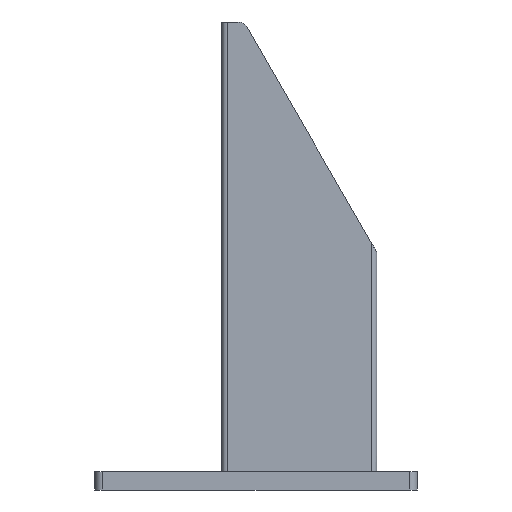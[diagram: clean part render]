
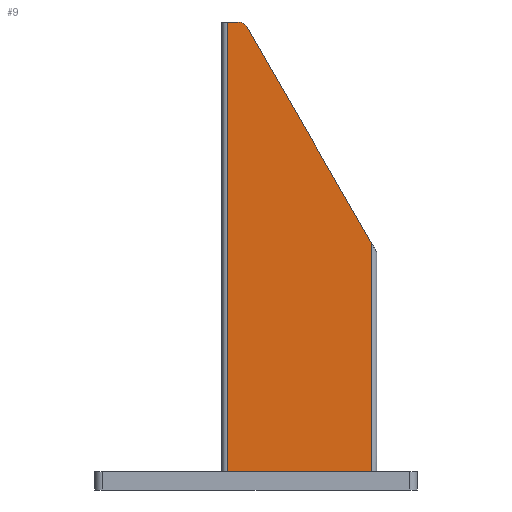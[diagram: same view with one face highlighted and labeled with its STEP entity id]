
A CAD part, left-side view. The second image highlights one B-rep face of the part: STEP entity #9.
In plain terms, the highlighted planar face has unit normal (-1, 0, 0).
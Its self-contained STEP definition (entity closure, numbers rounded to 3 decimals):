
#9 = ADVANCED_FACE ( 'NONE', ( #1583 ), #1403, .F. ) ;
#27 = EDGE_CURVE ( 'NONE', #1700, #928, #1689, .T. ) ;
#30 = EDGE_CURVE ( 'NONE', #1700, #734, #56, .T. ) ;
#56 = LINE ( 'NONE', #875, #978 ) ;
#60 = EDGE_CURVE ( 'NONE', #410, #1116, #814, .T. ) ;
#150 = CARTESIAN_POINT ( 'NONE',  ( -17., 7.5, 122. ) ) ;
#201 = CARTESIAN_POINT ( 'NONE',  ( -17., 7.5, 122. ) ) ;
#210 = CARTESIAN_POINT ( 'NONE',  ( -17., -30., 4.75 ) ) ;
#226 = CARTESIAN_POINT ( 'NONE',  ( -17., -30., 64.598 ) ) ;
#320 = CARTESIAN_POINT ( 'NONE',  ( -17., -30., 122. ) ) ;
#330 = CARTESIAN_POINT ( 'NONE',  ( -17., 7.5, 122. ) ) ;
#338 = EDGE_CURVE ( 'NONE', #410, #1274, #890, .T. ) ;
#386 = VECTOR ( 'NONE', #1434, 1000. ) ;
#395 = DIRECTION ( 'NONE',  ( 0., -1., 0. ) ) ;
#410 = VERTEX_POINT ( 'NONE', #201 ) ;
#587 = VECTOR ( 'NONE', #1365, 1000. ) ;
#612 = ORIENTED_EDGE ( 'NONE', *, *, #644, .T. ) ;
#644 = EDGE_CURVE ( 'NONE', #734, #1116, #1682, .T. ) ;
#727 = ORIENTED_EDGE ( 'NONE', *, *, #60, .F. ) ;
#734 = VERTEX_POINT ( 'NONE', #893 ) ;
#772 = VECTOR ( 'NONE', #395, 1000. ) ;
#798 = ORIENTED_EDGE ( 'NONE', *, *, #1483, .T. ) ;
#813 = ORIENTED_EDGE ( 'NONE', *, *, #27, .F. ) ;
#814 = LINE ( 'NONE', #150, #587 ) ;
#866 = DIRECTION ( 'NONE',  ( 0., 0., -1. ) ) ;
#875 = CARTESIAN_POINT ( 'NONE',  ( -17., 3.141, 122. ) ) ;
#886 = CARTESIAN_POINT ( 'NONE',  ( -17., 7.5, 122. ) ) ;
#890 = LINE ( 'NONE', #330, #386 ) ;
#893 = CARTESIAN_POINT ( 'NONE',  ( -17., 2.275, 120.5 ) ) ;
#895 = DIRECTION ( 'NONE',  ( 1., 0., 0. ) ) ;
#928 = VERTEX_POINT ( 'NONE', #210 ) ;
#978 = VECTOR ( 'NONE', #1421, 1000. ) ;
#1002 = CARTESIAN_POINT ( 'NONE',  ( -17., 4.873, 122. ) ) ;
#1116 = VERTEX_POINT ( 'NONE', #1002 ) ;
#1213 = LINE ( 'NONE', #1764, #772 ) ;
#1214 = EDGE_LOOP ( 'NONE', ( #1227, #612, #727, #1552, #798, #813 ) ) ;
#1221 = DIRECTION ( 'NONE',  ( 0., 1., 0. ) ) ;
#1227 = ORIENTED_EDGE ( 'NONE', *, *, #30, .T. ) ;
#1274 = VERTEX_POINT ( 'NONE', #1293 ) ;
#1293 = CARTESIAN_POINT ( 'NONE',  ( -17., 7.5, 4.75 ) ) ;
#1344 = DIRECTION ( 'NONE',  ( -1., 0., 0. ) ) ;
#1365 = DIRECTION ( 'NONE',  ( 0., -1., 0. ) ) ;
#1403 = PLANE ( 'NONE',  #1525 ) ;
#1421 = DIRECTION ( 'NONE',  ( 0., 0.5, 0.866 ) ) ;
#1434 = DIRECTION ( 'NONE',  ( 0., 0., -1. ) ) ;
#1439 = DIRECTION ( 'NONE',  ( 0., 1., 0. ) ) ;
#1479 = AXIS2_PLACEMENT_3D ( 'NONE', #1542, #1344, #1221 ) ;
#1483 = EDGE_CURVE ( 'NONE', #1274, #928, #1213, .T. ) ;
#1525 = AXIS2_PLACEMENT_3D ( 'NONE', #886, #895, #1439 ) ;
#1542 = CARTESIAN_POINT ( 'NONE',  ( -17., 4.873, 119. ) ) ;
#1552 = ORIENTED_EDGE ( 'NONE', *, *, #338, .T. ) ;
#1583 = FACE_OUTER_BOUND ( 'NONE', #1214, .T. ) ;
#1682 = CIRCLE ( 'NONE', #1479, 3. ) ;
#1689 = LINE ( 'NONE', #320, #1757 ) ;
#1700 = VERTEX_POINT ( 'NONE', #226 ) ;
#1757 = VECTOR ( 'NONE', #866, 1000. ) ;
#1764 = CARTESIAN_POINT ( 'NONE',  ( -17., 7.5, 4.75 ) ) ;
